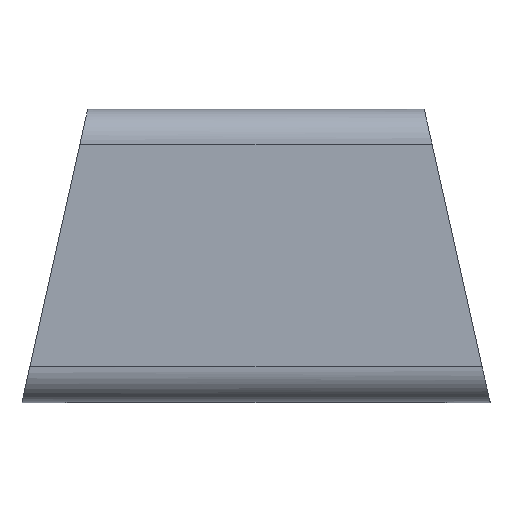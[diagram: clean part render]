
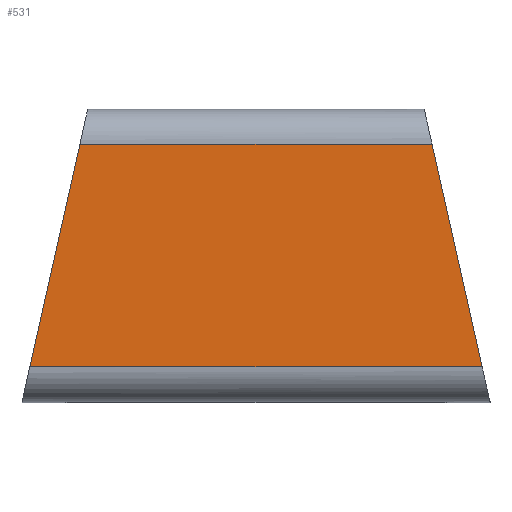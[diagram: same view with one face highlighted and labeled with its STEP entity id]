
A CAD part, top view. The second image highlights one B-rep face of the part: STEP entity #531.
In plain terms, the highlighted planar face has unit normal (0, 0, 1).
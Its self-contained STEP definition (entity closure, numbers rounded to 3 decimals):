
#43=PLANE('',#590);
#104=ORIENTED_EDGE('',*,*,#204,.T.);
#105=ORIENTED_EDGE('',*,*,#234,.T.);
#106=ORIENTED_EDGE('',*,*,#231,.F.);
#107=ORIENTED_EDGE('',*,*,#235,.T.);
#204=EDGE_CURVE('',#273,#272,#323,.T.);
#231=EDGE_CURVE('',#294,#295,#335,.T.);
#234=EDGE_CURVE('',#272,#295,#336,.T.);
#235=EDGE_CURVE('',#294,#273,#337,.T.);
#272=VERTEX_POINT('',#797);
#273=VERTEX_POINT('',#799);
#294=VERTEX_POINT('',#853);
#295=VERTEX_POINT('',#854);
#323=LINE('',#798,#355);
#335=LINE('',#852,#367);
#336=LINE('',#858,#368);
#337=LINE('',#859,#369);
#355=VECTOR('',#636,1000.);
#367=VECTOR('',#690,1000.);
#368=VECTOR('',#697,1000.);
#369=VECTOR('',#698,1000.);
#403=EDGE_LOOP('',(#104,#105,#106,#107));
#463=FACE_BOUND('',#403,.T.);
#531=ADVANCED_FACE('',(#463),#43,.F.);
#590=AXIS2_PLACEMENT_3D('',#857,#695,#696);
#636=DIRECTION('',(-1.,0.,0.));
#690=DIRECTION('',(-1.,0.,0.));
#695=DIRECTION('',(0.,0.,-1.));
#696=DIRECTION('',(-1.,0.,0.));
#697=DIRECTION('',(-0.22,-0.976,0.));
#698=DIRECTION('',(-0.22,0.976,0.));
#797=CARTESIAN_POINT('',(-60.2,88.,100.));
#798=CARTESIAN_POINT('',(80.,88.,100.));
#799=CARTESIAN_POINT('',(60.2,88.,100.));
#852=CARTESIAN_POINT('',(80.,12.,100.));
#853=CARTESIAN_POINT('',(77.3,12.,100.));
#854=CARTESIAN_POINT('',(-77.3,12.,100.));
#857=CARTESIAN_POINT('',(80.,88.,100.));
#858=CARTESIAN_POINT('',(-57.5,100.,100.));
#859=CARTESIAN_POINT('',(80.,0.,100.));
